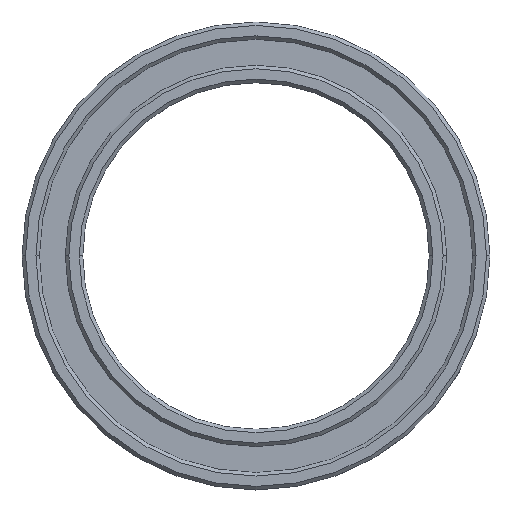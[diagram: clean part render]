
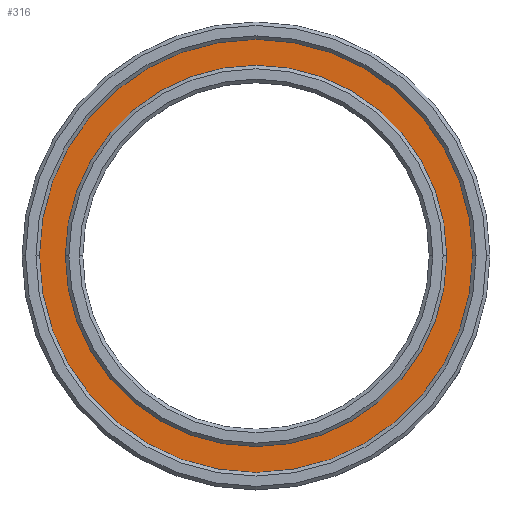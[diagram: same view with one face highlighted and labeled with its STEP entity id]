
A CAD part, top view. The second image highlights one B-rep face of the part: STEP entity #316.
In plain terms, the highlighted planar face has unit normal (0, 0, 1).
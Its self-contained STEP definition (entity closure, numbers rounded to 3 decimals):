
#13 = DIRECTION ( 'NONE',  ( 1., 0., 0. ) ) ;
#26 = DIRECTION ( 'NONE',  ( 1., 0., 0. ) ) ;
#48 = CARTESIAN_POINT ( 'NONE',  ( -12.5, 0., 3.5 ) ) ;
#74 = EDGE_LOOP ( 'NONE', ( #157, #914 ) ) ;
#77 = PLANE ( 'NONE',  #889 ) ;
#145 = DIRECTION ( 'NONE',  ( 0., 0., 1. ) ) ;
#151 = EDGE_LOOP ( 'NONE', ( #557, #248 ) ) ;
#152 = FACE_BOUND ( 'NONE', #74, .T. ) ;
#157 = ORIENTED_EDGE ( 'NONE', *, *, #916, .F. ) ;
#199 = DIRECTION ( 'NONE',  ( 0., 0., 1. ) ) ;
#206 = CIRCLE ( 'NONE', #270, 12.5 ) ;
#212 = CARTESIAN_POINT ( 'NONE',  ( 0., 0., 3.5 ) ) ;
#216 = DIRECTION ( 'NONE',  ( 1., 0., 0. ) ) ;
#219 = VERTEX_POINT ( 'NONE', #525 ) ;
#246 = CIRCLE ( 'NONE', #483, 11. ) ;
#248 = ORIENTED_EDGE ( 'NONE', *, *, #644, .T. ) ;
#262 = EDGE_CURVE ( 'NONE', #219, #765, #206, .T. ) ;
#270 = AXIS2_PLACEMENT_3D ( 'NONE', #212, #145, #26 ) ;
#274 = CARTESIAN_POINT ( 'NONE',  ( 0., 0., 3.5 ) ) ;
#288 = CARTESIAN_POINT ( 'NONE',  ( 0., 0., 3.5 ) ) ;
#316 = ADVANCED_FACE ( 'NONE', ( #152, #720 ), #77, .T. ) ;
#358 = CARTESIAN_POINT ( 'NONE',  ( -11., 0., 3.5 ) ) ;
#367 = CARTESIAN_POINT ( 'NONE',  ( 0., 0., 3.5 ) ) ;
#401 = CARTESIAN_POINT ( 'NONE',  ( 11., 0., 3.5 ) ) ;
#465 = AXIS2_PLACEMENT_3D ( 'NONE', #288, #867, #216 ) ;
#469 = CARTESIAN_POINT ( 'NONE',  ( 0., 0., 3.5 ) ) ;
#483 = AXIS2_PLACEMENT_3D ( 'NONE', #274, #199, #794 ) ;
#517 = EDGE_CURVE ( 'NONE', #575, #833, #743, .T. ) ;
#525 = CARTESIAN_POINT ( 'NONE',  ( 12.5, 0., 3.5 ) ) ;
#557 = ORIENTED_EDGE ( 'NONE', *, *, #262, .T. ) ;
#575 = VERTEX_POINT ( 'NONE', #358 ) ;
#644 = EDGE_CURVE ( 'NONE', #765, #219, #793, .T. ) ;
#652 = DIRECTION ( 'NONE',  ( 0., 0., 1. ) ) ;
#667 = DIRECTION ( 'NONE',  ( 1., 0., 0. ) ) ;
#720 = FACE_OUTER_BOUND ( 'NONE', #151, .T. ) ;
#737 = DIRECTION ( 'NONE',  ( 0., 0., 1. ) ) ;
#743 = CIRCLE ( 'NONE', #465, 11. ) ;
#765 = VERTEX_POINT ( 'NONE', #48 ) ;
#793 = CIRCLE ( 'NONE', #864, 12.5 ) ;
#794 = DIRECTION ( 'NONE',  ( 1., 0., 0. ) ) ;
#833 = VERTEX_POINT ( 'NONE', #401 ) ;
#864 = AXIS2_PLACEMENT_3D ( 'NONE', #469, #737, #667 ) ;
#867 = DIRECTION ( 'NONE',  ( 0., 0., 1. ) ) ;
#889 = AXIS2_PLACEMENT_3D ( 'NONE', #367, #652, #13 ) ;
#914 = ORIENTED_EDGE ( 'NONE', *, *, #517, .F. ) ;
#916 = EDGE_CURVE ( 'NONE', #833, #575, #246, .T. ) ;
